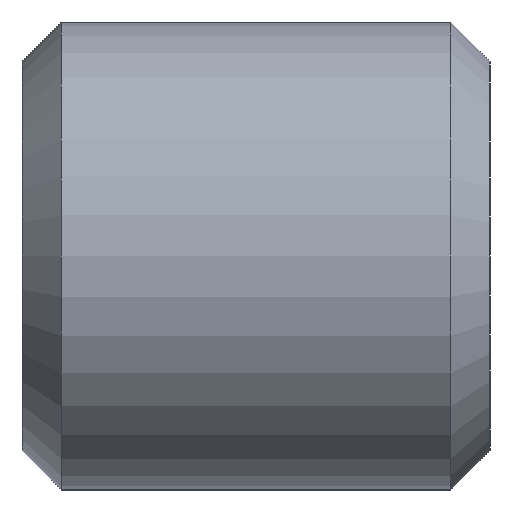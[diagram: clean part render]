
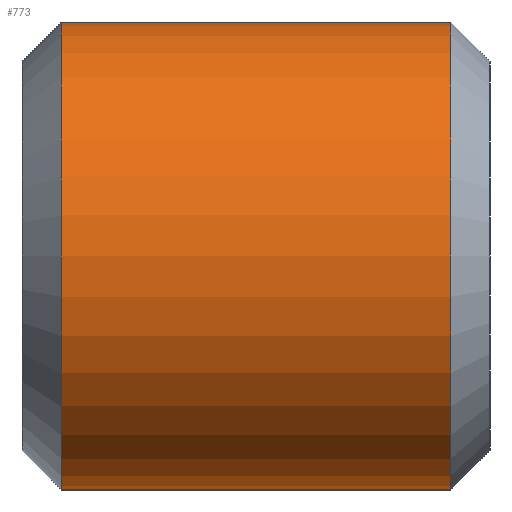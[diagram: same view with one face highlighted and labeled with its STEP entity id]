
A CAD part, left-side view. The second image highlights one B-rep face of the part: STEP entity #773.
In plain terms, the highlighted cylindrical face has radius 3 mm (diameter 6 mm), a partial arc.
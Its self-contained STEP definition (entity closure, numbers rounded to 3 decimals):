
#16 = CYLINDRICAL_SURFACE ( 'NONE', #2737, 3. ) ;
#22 = FACE_OUTER_BOUND ( 'NONE', #361, .T. ) ;
#240 = DIRECTION ( 'NONE',  ( 0., 0., 1. ) ) ;
#245 = CARTESIAN_POINT ( 'NONE',  ( -9.25, -6., 0. ) ) ;
#246 = DIRECTION ( 'NONE',  ( 0., 1., 0. ) ) ;
#361 = EDGE_LOOP ( 'NONE', ( #897, #899, #895, #915 ) ) ;
#466 = VERTEX_POINT ( 'NONE', #1460 ) ;
#476 = VERTEX_POINT ( 'NONE', #1450 ) ;
#494 = VERTEX_POINT ( 'NONE', #1456 ) ;
#497 = VERTEX_POINT ( 'NONE', #1457 ) ;
#503 = CIRCLE ( 'NONE', #568, 3. ) ;
#507 = CIRCLE ( 'NONE', #586, 3. ) ;
#523 = VECTOR ( 'NONE', #2232, 1000. ) ;
#525 = LINE ( 'NONE', #2213, #526 ) ;
#526 = VECTOR ( 'NONE', #2234, 1000. ) ;
#543 = LINE ( 'NONE', #2209, #523 ) ;
#568 = AXIS2_PLACEMENT_3D ( 'NONE', #1230, #1222, #1223 ) ;
#586 = AXIS2_PLACEMENT_3D ( 'NONE', #2235, #2229, #2215 ) ;
#650 = EDGE_CURVE ( 'NONE', #497, #466, #503, .T. ) ;
#669 = EDGE_CURVE ( 'NONE', #494, #476, #507, .T. ) ;
#673 = EDGE_CURVE ( 'NONE', #466, #494, #543, .T. ) ;
#675 = EDGE_CURVE ( 'NONE', #497, #476, #525, .T. ) ;
#773 = ADVANCED_FACE ( 'NONE', ( #22 ), #16, .T. ) ;
#895 = ORIENTED_EDGE ( 'NONE', *, *, #673, .T. ) ;
#897 = ORIENTED_EDGE ( 'NONE', *, *, #675, .F. ) ;
#899 = ORIENTED_EDGE ( 'NONE', *, *, #650, .T. ) ;
#915 = ORIENTED_EDGE ( 'NONE', *, *, #669, .T. ) ;
#1222 = DIRECTION ( 'NONE',  ( 0., 1., 0. ) ) ;
#1223 = DIRECTION ( 'NONE',  ( 0., 0., 1. ) ) ;
#1230 = CARTESIAN_POINT ( 'NONE',  ( -9.25, -5.5, 0. ) ) ;
#1450 = CARTESIAN_POINT ( 'NONE',  ( -9.25, -0.5, -3. ) ) ;
#1456 = CARTESIAN_POINT ( 'NONE',  ( -9.25, -0.5, 3. ) ) ;
#1457 = CARTESIAN_POINT ( 'NONE',  ( -9.25, -5.5, -3. ) ) ;
#1460 = CARTESIAN_POINT ( 'NONE',  ( -9.25, -5.5, 3. ) ) ;
#2209 = CARTESIAN_POINT ( 'NONE',  ( -9.25, -6., 3. ) ) ;
#2213 = CARTESIAN_POINT ( 'NONE',  ( -9.25, -6., -3. ) ) ;
#2215 = DIRECTION ( 'NONE',  ( 0., 0., 1. ) ) ;
#2229 = DIRECTION ( 'NONE',  ( 0., -1., 0. ) ) ;
#2232 = DIRECTION ( 'NONE',  ( 0., 1., 0. ) ) ;
#2234 = DIRECTION ( 'NONE',  ( 0., 1., 0. ) ) ;
#2235 = CARTESIAN_POINT ( 'NONE',  ( -9.25, -0.5, 0. ) ) ;
#2737 = AXIS2_PLACEMENT_3D ( 'NONE', #245, #246, #240 ) ;
